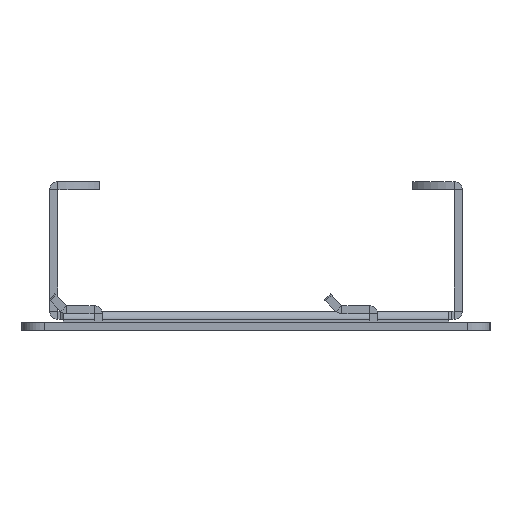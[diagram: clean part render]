
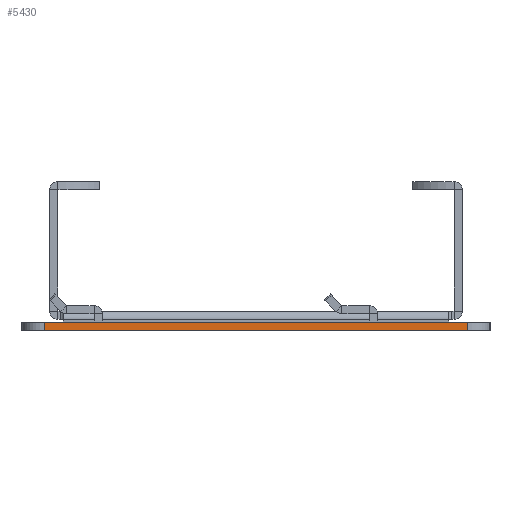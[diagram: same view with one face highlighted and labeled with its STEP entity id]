
A CAD part, left-side view. The second image highlights one B-rep face of the part: STEP entity #5430.
In plain terms, the highlighted planar face has unit normal (-1, 0, 0).
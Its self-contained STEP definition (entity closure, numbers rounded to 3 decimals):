
#3982 = EDGE_CURVE ( 'NONE', #6012, #6291, #11941, .T. ) ;
#3987 = EDGE_CURVE ( 'NONE', #6292, #6013, #11944, .T. ) ;
#5027 = EDGE_CURVE ( 'NONE', #6291, #6292, #16627, .T. ) ;
#5430 = ADVANCED_FACE ( 'NONE', ( #19158 ), #19469, .T. ) ;
#6012 = VERTEX_POINT ( 'NONE', #20216 ) ;
#6013 = VERTEX_POINT ( 'NONE', #20217 ) ;
#6291 = VERTEX_POINT ( 'NONE', #20495 ) ;
#6292 = VERTEX_POINT ( 'NONE', #20496 ) ;
#6327 = EDGE_CURVE ( 'NONE', #6013, #6012, #19281, .T. ) ;
#8044 = ORIENTED_EDGE ( 'NONE', *, *, #6327, .T. ) ;
#8045 = ORIENTED_EDGE ( 'NONE', *, *, #3982, .T. ) ;
#8046 = ORIENTED_EDGE ( 'NONE', *, *, #5027, .T. ) ;
#8047 = ORIENTED_EDGE ( 'NONE', *, *, #3987, .T. ) ;
#8543 = EDGE_LOOP ( 'NONE', ( #8044, #8045, #8046, #8047 ) ) ;
#11940 = VECTOR ( 'NONE', #12357, 1000. ) ;
#11941 = LINE ( 'NONE', #12345, #11942 ) ;
#11942 = VECTOR ( 'NONE', #12346, 1000. ) ;
#11944 = LINE ( 'NONE', #12356, #11940 ) ;
#12345 = CARTESIAN_POINT ( 'NONE',  ( -225.01, 38.5, -1.25 ) ) ;
#12346 = DIRECTION ( 'NONE',  ( 0., 0., -1. ) ) ;
#12356 = CARTESIAN_POINT ( 'NONE',  ( -225.01, -38.5, -0.5 ) ) ;
#12357 = DIRECTION ( 'NONE',  ( 0., 0., 1. ) ) ;
#16487 = CARTESIAN_POINT ( 'NONE',  ( -225.01, -66.266, -2. ) ) ;
#16488 = DIRECTION ( 'NONE',  ( 0., -1., 0. ) ) ;
#16627 = LINE ( 'NONE', #16487, #16631 ) ;
#16631 = VECTOR ( 'NONE', #16488, 1000. ) ;
#17312 = AXIS2_PLACEMENT_3D ( 'NONE', #19464, #19474, #19475 ) ;
#19158 = FACE_OUTER_BOUND ( 'NONE', #8543, .T. ) ;
#19281 = LINE ( 'NONE', #20560, #19282 ) ;
#19282 = VECTOR ( 'NONE', #20561, 1000. ) ;
#19464 = CARTESIAN_POINT ( 'NONE',  ( -225.01, -66.266, -1.25 ) ) ;
#19469 = PLANE ( 'NONE',  #17312 ) ;
#19474 = DIRECTION ( 'NONE',  ( -1., 0., 0. ) ) ;
#19475 = DIRECTION ( 'NONE',  ( 0., 0., 1. ) ) ;
#20216 = CARTESIAN_POINT ( 'NONE',  ( -225.01, 38.5, -0.5 ) ) ;
#20217 = CARTESIAN_POINT ( 'NONE',  ( -225.01, -38.5, -0.5 ) ) ;
#20495 = CARTESIAN_POINT ( 'NONE',  ( -225.01, 38.5, -2. ) ) ;
#20496 = CARTESIAN_POINT ( 'NONE',  ( -225.01, -38.5, -2. ) ) ;
#20560 = CARTESIAN_POINT ( 'NONE',  ( -225.01, -66.266, -0.5 ) ) ;
#20561 = DIRECTION ( 'NONE',  ( 0., 1., 0. ) ) ;
